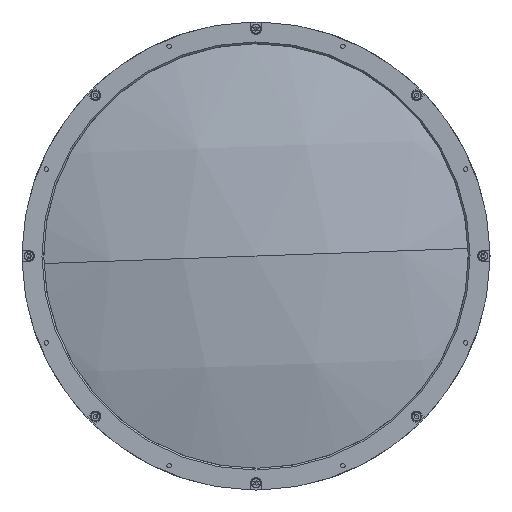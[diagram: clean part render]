
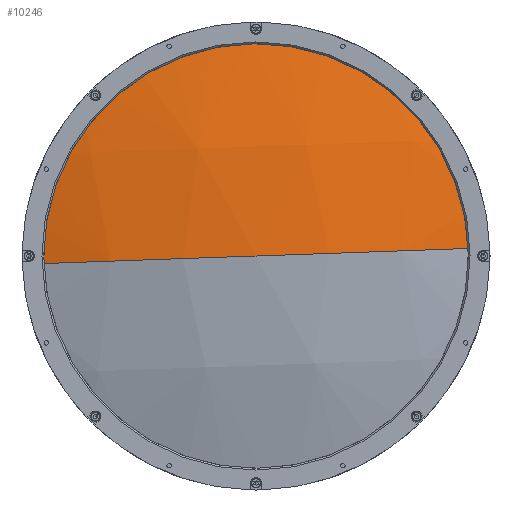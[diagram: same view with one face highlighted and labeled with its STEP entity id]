
A CAD part, left-side view. The second image highlights one B-rep face of the part: STEP entity #10246.
In plain terms, the highlighted spherical face has radius 448.8 mm.
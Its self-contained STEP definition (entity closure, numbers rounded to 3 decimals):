
#158 = EDGE_LOOP ( 'NONE', ( #11560, #16234, #10294 ) ) ;
#166 = EDGE_CURVE ( 'NONE', #17073, #5236, #12606, .T. ) ;
#588 = AXIS2_PLACEMENT_3D ( 'NONE', #16095, #7639, #17492 ) ;
#3210 = FACE_OUTER_BOUND ( 'NONE', #158, .T. ) ;
#4061 = DIRECTION ( 'NONE',  ( -1., 0., 0. ) ) ;
#4127 = CIRCLE ( 'NONE', #15766, 125. ) ;
#4206 = CARTESIAN_POINT ( 'NONE',  ( 445.761, 0., 0. ) ) ;
#4460 = CARTESIAN_POINT ( 'NONE',  ( 14.72, 124.922, -4.429 ) ) ;
#5236 = VERTEX_POINT ( 'NONE', #7100 ) ;
#5622 = DIRECTION ( 'NONE',  ( 0., -0.999, 0.035 ) ) ;
#7100 = CARTESIAN_POINT ( 'NONE',  ( -3.039, 0., 0. ) ) ;
#7639 = DIRECTION ( 'NONE',  ( 0., -0.035, -0.999 ) ) ;
#8036 = AXIS2_PLACEMENT_3D ( 'NONE', #9352, #17761, #12173 ) ;
#9352 = CARTESIAN_POINT ( 'NONE',  ( 445.761, 0., 0. ) ) ;
#9794 = SPHERICAL_SURFACE ( 'NONE', #14449, 448.8 ) ;
#10246 = ADVANCED_FACE ( 'NONE', ( #3210 ), #9794, .T. ) ;
#10294 = ORIENTED_EDGE ( 'NONE', *, *, #15732, .F. ) ;
#11451 = CARTESIAN_POINT ( 'NONE',  ( 14.72, -124.922, 4.429 ) ) ;
#11560 = ORIENTED_EDGE ( 'NONE', *, *, #14915, .T. ) ;
#12173 = DIRECTION ( 'NONE',  ( 0., -0.999, 0.035 ) ) ;
#12490 = CARTESIAN_POINT ( 'NONE',  ( 14.72, 0., 0. ) ) ;
#12606 = CIRCLE ( 'NONE', #8036, 448.8 ) ;
#13886 = DIRECTION ( 'NONE',  ( 0., 0.035, 0.999 ) ) ;
#14038 = DIRECTION ( 'NONE',  ( 0., 0.035, 0.999 ) ) ;
#14449 = AXIS2_PLACEMENT_3D ( 'NONE', #4206, #14038, #5622 ) ;
#14451 = CIRCLE ( 'NONE', #588, 448.8 ) ;
#14915 = EDGE_CURVE ( 'NONE', #16445, #17073, #4127, .T. ) ;
#15732 = EDGE_CURVE ( 'NONE', #16445, #5236, #14451, .T. ) ;
#15766 = AXIS2_PLACEMENT_3D ( 'NONE', #12490, #4061, #13886 ) ;
#16095 = CARTESIAN_POINT ( 'NONE',  ( 445.761, 0., 0. ) ) ;
#16234 = ORIENTED_EDGE ( 'NONE', *, *, #166, .T. ) ;
#16445 = VERTEX_POINT ( 'NONE', #11451 ) ;
#17073 = VERTEX_POINT ( 'NONE', #4460 ) ;
#17492 = DIRECTION ( 'NONE',  ( 0., 0.999, -0.035 ) ) ;
#17761 = DIRECTION ( 'NONE',  ( 0., 0.035, 0.999 ) ) ;
